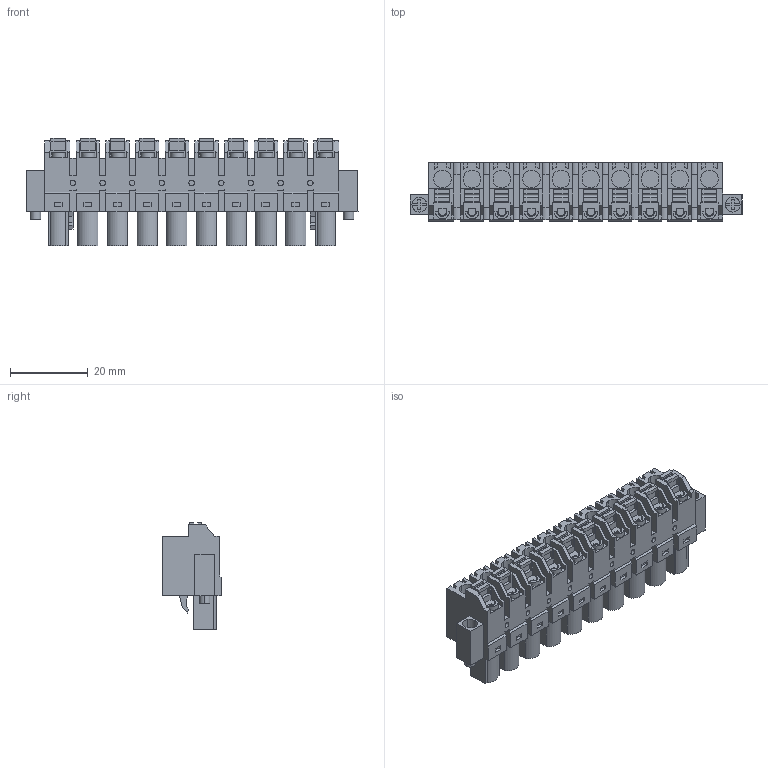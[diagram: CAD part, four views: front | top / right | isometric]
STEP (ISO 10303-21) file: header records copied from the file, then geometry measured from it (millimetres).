
FILE_DESCRIPTION(('CATIA V5 STEP Exchange','CAx-IF Rec.Pracs.--- Model Styling and Organization---1.2---2011-12-15'),'2;1');
FILE_NAME ('D1449907_0_1230310000_1230310000.stp','2017-04-08T10:28:31+00:00',('none'),('Weidmueller'),'CATIA Version 5-6 Release 2014','CATIA V5 STEP AP214','none');
FILE_SCHEMA(('AUTOMOTIVE_DESIGN { 1 0 10303 214 1 1 1 1 }'));
Length unit declared in the file: millimetre
Products named in the file (1): 1230310000
Bounding box: 85.26 x 15.05 x 27.67 mm (x, y, z)
Volume: 18004.4 mm3; surface area: 12309 mm2
Topology: 13 solids, 13 shells, 1050 faces, 2970 edges, 2040 vertices
Faces by surface type: plane 828, cylinder 213, extrusion 9
Entity records: 32821 total; most frequent: CARTESIAN_POINT 6967, ORIENTED_EDGE 5940, DIRECTION 4246, EDGE_CURVE 2970, VECTOR 2383, LINE 2374, VERTEX_POINT 2040, AXIS2_PLACEMENT_3D 1180
